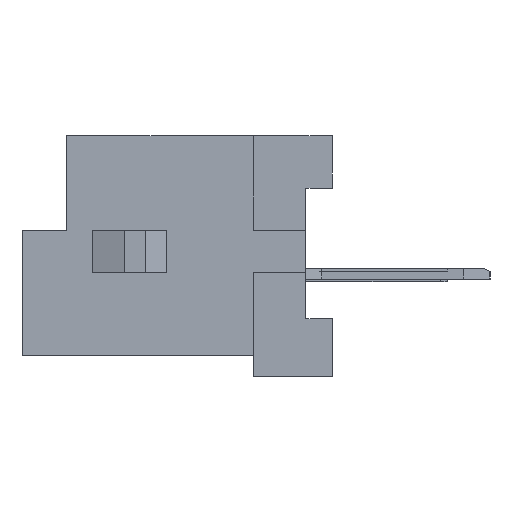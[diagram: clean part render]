
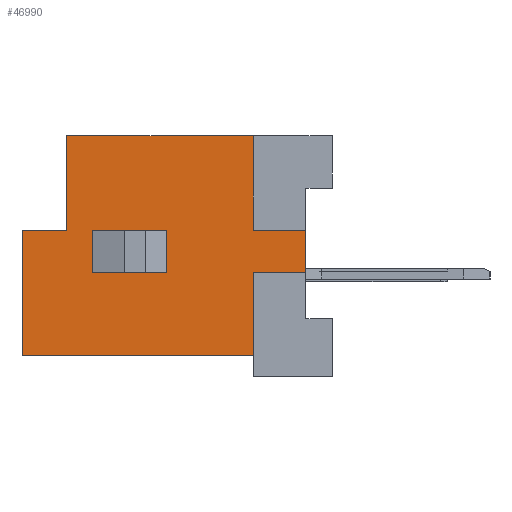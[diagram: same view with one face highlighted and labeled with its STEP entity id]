
A CAD part, left-side view. The second image highlights one B-rep face of the part: STEP entity #46990.
In plain terms, the highlighted planar face has unit normal (-1, 0, 0).
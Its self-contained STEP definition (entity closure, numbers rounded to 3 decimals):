
#5280=CARTESIAN_POINT('',(-27.273,0.037,3.98));
#5290=DIRECTION('',(0.,1.,0.));
#5300=VECTOR('',#5290,1.);
#5310=LINE('',#5280,#5300);
#5320=CARTESIAN_POINT('',(-27.273,-3.089,3.98));
#5330=VERTEX_POINT('',#5320);
#5340=CARTESIAN_POINT('',(-27.273,-2.089,3.98));
#5350=VERTEX_POINT('',#5340);
#5360=EDGE_CURVE('',#5330,#5350,#5310,.T.);
#9360=CARTESIAN_POINT('',(-27.273,-2.089,5.78));
#9370=VERTEX_POINT('',#9360);
#9400=CARTESIAN_POINT('',(-27.273,0.037,5.78));
#9410=DIRECTION('',(0.,-1.,0.));
#9420=VECTOR('',#9410,1.);
#9430=LINE('',#9400,#9420);
#9440=CARTESIAN_POINT('',(-27.273,1.461,5.78));
#9450=VERTEX_POINT('',#9440);
#9460=EDGE_CURVE('',#9450,#9370,#9430,.T.);
#11180=CARTESIAN_POINT('',(-27.273,1.461,3.98));
#11190=VERTEX_POINT('',#11180);
#11220=CARTESIAN_POINT('',(-27.273,0.037,3.98));
#11230=DIRECTION('',(0.,-1.,0.));
#11240=VECTOR('',#11230,1.);
#11250=LINE('',#11220,#11240);
#11260=CARTESIAN_POINT('',(-27.273,2.311,3.98));
#11270=VERTEX_POINT('',#11260);
#11280=EDGE_CURVE('',#11270,#11190,#11250,.T.);
#15040=CARTESIAN_POINT('',(-27.273,-0.439,3.98));
#15050=VERTEX_POINT('',#15040);
#15080=CARTESIAN_POINT('',(-27.273,-0.439,
2.944));
#15090=DIRECTION('',(0.,-0.,-1.));
#15100=VECTOR('',#15090,1.);
#15110=LINE('',#15080,#15100);
#15120=CARTESIAN_POINT('',(-27.273,-0.439,3.18));
#15130=VERTEX_POINT('',#15120);
#15140=EDGE_CURVE('',#15050,#15130,#15110,.T.);
#17300=CARTESIAN_POINT('',(-27.273,0.037,3.18));
#17310=DIRECTION('',(0.,-1.,0.));
#17320=VECTOR('',#17310,1.);
#17330=LINE('',#17300,#17320);
#17340=CARTESIAN_POINT('',(-27.273,-2.089,3.18));
#17350=VERTEX_POINT('',#17340);
#17360=CARTESIAN_POINT('',(-27.273,-3.089,3.18));
#17370=VERTEX_POINT('',#17360);
#17380=EDGE_CURVE('',#17350,#17370,#17330,.T.);
#20240=CARTESIAN_POINT('',(-27.273,-2.089,
2.944));
#20250=DIRECTION('',(0.,0.,1.));
#20260=VECTOR('',#20250,1.);
#20270=LINE('',#20240,#20260);
#20280=CARTESIAN_POINT('',(-27.273,-2.089,1.6));
#20290=VERTEX_POINT('',#20280);
#20300=EDGE_CURVE('',#20290,#17350,#20270,.T.);
#33590=CARTESIAN_POINT('',(-27.273,0.961,
2.944));
#33600=DIRECTION('',(0.,0.,1.));
#33610=VECTOR('',#33600,1.);
#33620=LINE('',#33590,#33610);
#33630=CARTESIAN_POINT('',(-27.273,0.961,3.18));
#33640=VERTEX_POINT('',#33630);
#33650=CARTESIAN_POINT('',(-27.273,0.961,3.98));
#33660=VERTEX_POINT('',#33650);
#33670=EDGE_CURVE('',#33640,#33660,#33620,.T.);
#37160=CARTESIAN_POINT('',(-27.273,0.037,3.98));
#37170=DIRECTION('',(0.,-1.,0.));
#37180=VECTOR('',#37170,1.);
#37190=LINE('',#37160,#37180);
#37200=EDGE_CURVE('',#33660,#15050,#37190,.T.);
#39380=CARTESIAN_POINT('',(-27.273,1.461,
2.944));
#39390=DIRECTION('',(0.,0.,1.));
#39400=VECTOR('',#39390,1.);
#39410=LINE('',#39380,#39400);
#39420=EDGE_CURVE('',#11190,#9450,#39410,.T.);
#44540=CARTESIAN_POINT('',(-27.273,-2.089,
2.944));
#44550=DIRECTION('',(0.,0.,1.));
#44560=VECTOR('',#44550,1.);
#44570=LINE('',#44540,#44560);
#44580=EDGE_CURVE('',#5350,#9370,#44570,.T.);
#46360=CARTESIAN_POINT('',(-27.273,0.037,3.18));
#46370=DIRECTION('',(0.,-1.,0.));
#46380=VECTOR('',#46370,1.);
#46390=LINE('',#46360,#46380);
#46400=EDGE_CURVE('',#33640,#15130,#46390,.T.);
#46590=CARTESIAN_POINT('',(-27.273,1.461,5.78));
#46600=DIRECTION('',(-1.,0.,-0.));
#46610=DIRECTION('',(0.,1.,0.));
#46620=AXIS2_PLACEMENT_3D('',#46590,#46600,#46610);
#46630=PLANE('',#46620);
#46640=ORIENTED_EDGE('',*,*,#9460,.F.);
#46650=ORIENTED_EDGE('',*,*,#44580,.T.);
#46660=ORIENTED_EDGE('',*,*,#5360,.T.);
#46670=CARTESIAN_POINT('',(-27.273,-3.089,
2.944));
#46680=DIRECTION('',(0.,0.,1.));
#46690=VECTOR('',#46680,1.);
#46700=LINE('',#46670,#46690);
#46710=EDGE_CURVE('',#17370,#5330,#46700,.T.);
#46720=ORIENTED_EDGE('',*,*,#46710,.T.);
#46730=ORIENTED_EDGE('',*,*,#17380,.T.);
#46740=ORIENTED_EDGE('',*,*,#20300,.T.);
#46750=CARTESIAN_POINT('',(-27.273,0.037,1.6));
#46760=DIRECTION('',(0.,1.,0.));
#46770=VECTOR('',#46760,1.);
#46780=LINE('',#46750,#46770);
#46790=CARTESIAN_POINT('',(-27.273,2.311,1.6));
#46800=VERTEX_POINT('',#46790);
#46810=EDGE_CURVE('',#20290,#46800,#46780,.T.);
#46820=ORIENTED_EDGE('',*,*,#46810,.F.);
#46830=CARTESIAN_POINT('',(-27.273,2.311,
2.944));
#46840=DIRECTION('',(0.,-0.,-1.));
#46850=VECTOR('',#46840,1.);
#46860=LINE('',#46830,#46850);
#46870=EDGE_CURVE('',#11270,#46800,#46860,.T.);
#46880=ORIENTED_EDGE('',*,*,#46870,.T.);
#46890=ORIENTED_EDGE('',*,*,#11280,.F.);
#46900=ORIENTED_EDGE('',*,*,#39420,.F.);
#46910=EDGE_LOOP('',(#46900,#46890,#46880,#46820,#46740,#46730,#46720,
#46660,#46650,#46640));
#46920=FACE_OUTER_BOUND('',#46910,.T.);
#46930=ORIENTED_EDGE('',*,*,#33670,.T.);
#46940=ORIENTED_EDGE('',*,*,#46400,.F.);
#46950=ORIENTED_EDGE('',*,*,#15140,.T.);
#46960=ORIENTED_EDGE('',*,*,#37200,.T.);
#46970=EDGE_LOOP('',(#46960,#46950,#46940,#46930));
#46980=FACE_BOUND('',#46970,.T.);
#46990=ADVANCED_FACE('',(#46920,#46980),#46630,.T.);
